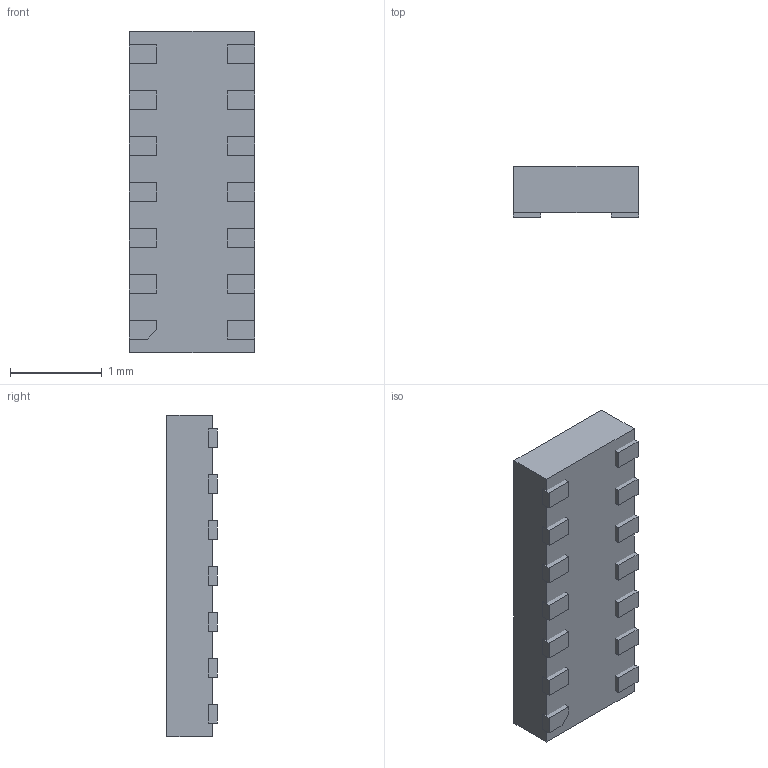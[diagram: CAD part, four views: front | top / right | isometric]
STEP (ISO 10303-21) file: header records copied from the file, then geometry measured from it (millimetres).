
FILE_DESCRIPTION (( 'STEP AP214' ), '1' );
FILE_NAME ('User Library-USON-14_RVZ14.STEP', '2019-08-26T07:24:24', ( '' ), ( '' ), 'SwSTEP 2.0', 'SolidWorks 2019', '' );
FILE_SCHEMA (( 'AUTOMOTIVE_DESIGN' ));
Length unit declared in the file: millimetre
Products named in the file (1): User Library-USON-14_RVZ14
Bounding box: 1.37 x 0.55 x 3.5 mm (x, y, z)
Volume: 2.4 mm3; surface area: 17.4 mm2
Topology: 15 solids, 15 shells, 94 faces, 189 edges, 126 vertices
Faces by surface type: plane 92, cylinder 2
Entity records: 3591 total; most frequent: CARTESIAN_POINT 410, DIRECTION 383, ORIENTED_EDGE 378, EDGE_CURVE 189, VECTOR 185, LINE 185, VERTEX_POINT 126, UNCERTAINTY_MEASURE_WITH_UNIT 111
